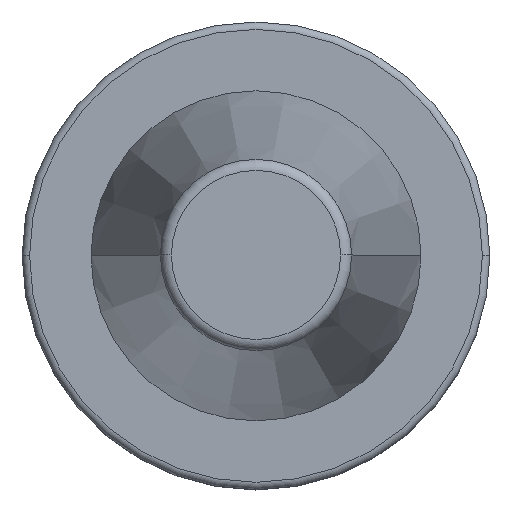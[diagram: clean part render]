
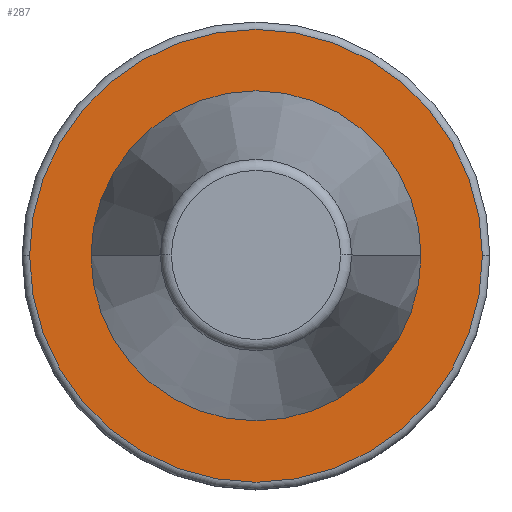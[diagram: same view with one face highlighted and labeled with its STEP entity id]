
A CAD part, top view. The second image highlights one B-rep face of the part: STEP entity #287.
In plain terms, the highlighted planar face has unit normal (0, 0, 1).
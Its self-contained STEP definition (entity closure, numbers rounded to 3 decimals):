
#3 = ORIENTED_EDGE ( 'NONE', *, *, #864, .F. ) ;
#27 = AXIS2_PLACEMENT_3D ( 'NONE', #1223, #631, #42 ) ;
#42 = DIRECTION ( 'NONE',  ( 1., 0., 0. ) ) ;
#73 = EDGE_CURVE ( 'NONE', #275, #1114, #1061, .T. ) ;
#138 = DIRECTION ( 'NONE',  ( 0., 0., 1. ) ) ;
#166 = AXIS2_PLACEMENT_3D ( 'NONE', #204, #188, #290 ) ;
#187 = ORIENTED_EDGE ( 'NONE', *, *, #528, .T. ) ;
#188 = DIRECTION ( 'NONE',  ( 0., 0., -1. ) ) ;
#204 = CARTESIAN_POINT ( 'NONE',  ( 0., 21.925, -67.4 ) ) ;
#224 = AXIS2_PLACEMENT_3D ( 'NONE', #741, #138, #842 ) ;
#275 = VERTEX_POINT ( 'NONE', #376 ) ;
#283 = PLANE ( 'NONE',  #166 ) ;
#287 = ADVANCED_FACE ( 'NONE', ( #1240, #1256 ), #283, .F. ) ;
#290 = DIRECTION ( 'NONE',  ( -1., 0., 0. ) ) ;
#328 = CIRCLE ( 'NONE', #878, 30.5 ) ;
#376 = CARTESIAN_POINT ( 'NONE',  ( 30.5, 0., -67.4 ) ) ;
#381 = CIRCLE ( 'NONE', #224, 21.925 ) ;
#391 = ORIENTED_EDGE ( 'NONE', *, *, #73, .T. ) ;
#399 = EDGE_LOOP ( 'NONE', ( #1083, #3 ) ) ;
#422 = DIRECTION ( 'NONE',  ( 0., 0., 1. ) ) ;
#454 = DIRECTION ( 'NONE',  ( 0., 0., 1. ) ) ;
#455 = CARTESIAN_POINT ( 'NONE',  ( 21.925, 0., -67.4 ) ) ;
#466 = EDGE_LOOP ( 'NONE', ( #391, #187 ) ) ;
#492 = VERTEX_POINT ( 'NONE', #1079 ) ;
#502 = AXIS2_PLACEMENT_3D ( 'NONE', #1145, #454, #1047 ) ;
#528 = EDGE_CURVE ( 'NONE', #1114, #275, #328, .T. ) ;
#631 = DIRECTION ( 'NONE',  ( 0., 0., 1. ) ) ;
#741 = CARTESIAN_POINT ( 'NONE',  ( 0., 0., -67.4 ) ) ;
#841 = EDGE_CURVE ( 'NONE', #958, #492, #939, .T. ) ;
#842 = DIRECTION ( 'NONE',  ( 1., 0., 0. ) ) ;
#864 = EDGE_CURVE ( 'NONE', #492, #958, #381, .T. ) ;
#878 = AXIS2_PLACEMENT_3D ( 'NONE', #1014, #422, #1118 ) ;
#939 = CIRCLE ( 'NONE', #27, 21.925 ) ;
#958 = VERTEX_POINT ( 'NONE', #455 ) ;
#1014 = CARTESIAN_POINT ( 'NONE',  ( 0., 0., -67.4 ) ) ;
#1022 = CARTESIAN_POINT ( 'NONE',  ( -30.5, 0., -67.4 ) ) ;
#1047 = DIRECTION ( 'NONE',  ( 1., 0., 0. ) ) ;
#1061 = CIRCLE ( 'NONE', #502, 30.5 ) ;
#1079 = CARTESIAN_POINT ( 'NONE',  ( -21.925, 0., -67.4 ) ) ;
#1083 = ORIENTED_EDGE ( 'NONE', *, *, #841, .F. ) ;
#1114 = VERTEX_POINT ( 'NONE', #1022 ) ;
#1118 = DIRECTION ( 'NONE',  ( 1., 0., 0. ) ) ;
#1145 = CARTESIAN_POINT ( 'NONE',  ( 0., 0., -67.4 ) ) ;
#1223 = CARTESIAN_POINT ( 'NONE',  ( 0., 0., -67.4 ) ) ;
#1240 = FACE_BOUND ( 'NONE', #399, .T. ) ;
#1256 = FACE_OUTER_BOUND ( 'NONE', #466, .T. ) ;
